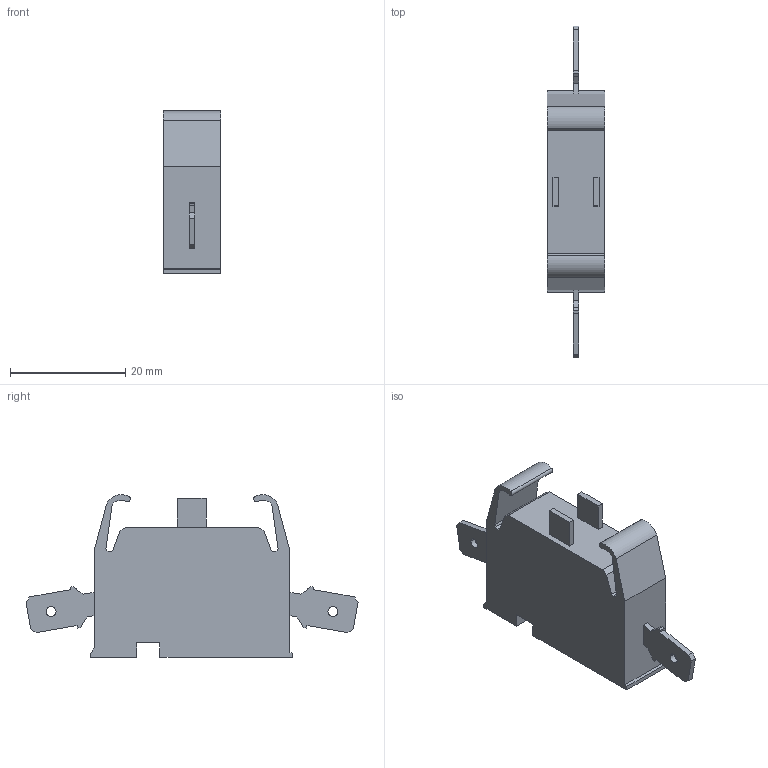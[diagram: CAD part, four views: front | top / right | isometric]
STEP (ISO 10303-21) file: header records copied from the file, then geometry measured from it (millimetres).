
FILE_DESCRIPTION((''),'2;1');
FILE_NAME('3d_LPXCF01.stp','2012-10-03T09:50:30',(''),(''),'Mechanical Desktop 2011','Mechanical Desktop 2011',', , ');
FILE_SCHEMA(('CONFIG_CONTROL_DESIGN'));
Length unit declared in the file: millimetre
Products named in the file (1): Product
Bounding box: 10 x 57.5 x 28.17 mm (x, y, z)
Volume: 7717.3 mm3; surface area: 3598.3 mm2
Topology: 3 solids, 3 shells, 88 faces, 244 edges, 164 vertices
Faces by surface type: plane 78, cylinder 10
Entity records: 2883 total; most frequent: CARTESIAN_POINT 497, ORIENTED_EDGE 488, DIRECTION 446, EDGE_CURVE 244, VECTOR 220, LINE 220, VERTEX_POINT 164, AXIS2_PLACEMENT_3D 113
